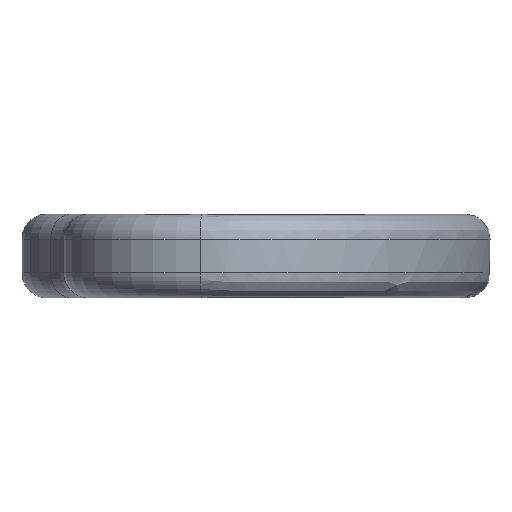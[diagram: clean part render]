
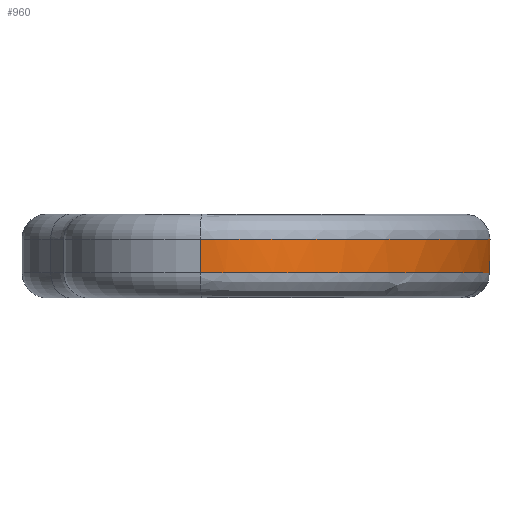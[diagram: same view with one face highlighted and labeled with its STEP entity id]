
A CAD part, left-side view. The second image highlights one B-rep face of the part: STEP entity #960.
In plain terms, the highlighted free-form (B-spline) face has degree [3, 1] with [11, 2] control points.
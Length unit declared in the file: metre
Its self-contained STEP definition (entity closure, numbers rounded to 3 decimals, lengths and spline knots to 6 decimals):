
#58=B_SPLINE_CURVE_WITH_KNOTS('',3,(#1667,#1668,#1669,#1670,#1671,#1672,
#1673,#1674,#1675,#1676,#1677,#1678,#1679,#1680,#1681,#1682,#1683,#1684,
#1685,#1686,#1687,#1688,#1689,#1690,#1691,#1692,#1693),.UNSPECIFIED.,.F.,
 .F.,(4,1,1,1,1,1,1,1,1,1,1,1,1,1,1,1,1,1,1,1,1,1,1,1,4),(0.,0.004222,
0.008445,0.012667,0.01689,0.021112,
0.025334,0.029557,0.033779,0.042224,
0.046446,0.050669,0.067558,0.076003,
0.084448,0.092893,0.101338,0.10556,
0.109783,0.114005,0.118227,0.12245,
0.126672,0.130895,0.135117),.UNSPECIFIED.);
#59=B_SPLINE_CURVE_WITH_KNOTS('',3,(#1697,#1698,#1699,#1700,#1701,#1702,
#1703,#1704,#1705,#1706,#1707,#1708,#1709,#1710,#1711,#1712,#1713,#1714,
#1715,#1716,#1717,#1718,#1719,#1720,#1721,#1722,#1723),.UNSPECIFIED.,.F.,
 .F.,(4,1,1,1,1,1,1,1,1,1,1,1,1,1,1,1,1,1,1,1,1,1,1,1,4),(0.,0.004222,
0.008445,0.012667,0.01689,0.021112,
0.025334,0.029557,0.033779,0.042224,
0.046446,0.050669,0.067558,0.076003,
0.084448,0.092893,0.101338,0.10556,
0.109783,0.114005,0.118227,0.12245,0.126672,
0.130895,0.135117),.UNSPECIFIED.);
#74=B_SPLINE_SURFACE_WITH_KNOTS('',3,1,((#1645,#1646),(#1647,#1648),(#1649,
#1650),(#1651,#1652),(#1653,#1654),(#1655,#1656),(#1657,#1658),(#1659,#1660),
(#1661,#1662),(#1663,#1664),(#1665,#1666)),.SURF_OF_LINEAR_EXTRUSION.,.F.,
 .F.,.F.,(4,1,1,1,1,1,1,1,4),(2,2),(3.141593,3.534292,3.926991,
4.31969,4.712389,5.105088,5.497787,5.890486,
6.283185),(0.,1.),.UNSPECIFIED.);
#222=ORIENTED_EDGE('',*,*,#513,.T.);
#223=ORIENTED_EDGE('',*,*,#515,.T.);
#224=ORIENTED_EDGE('',*,*,#516,.F.);
#225=ORIENTED_EDGE('',*,*,#517,.T.);
#513=EDGE_CURVE('',#659,#658,#736,.T.);
#515=EDGE_CURVE('',#658,#660,#58,.T.);
#516=EDGE_CURVE('',#661,#660,#737,.T.);
#517=EDGE_CURVE('',#661,#659,#59,.T.);
#658=VERTEX_POINT('',#1641);
#659=VERTEX_POINT('',#1643);
#660=VERTEX_POINT('',#1694);
#661=VERTEX_POINT('',#1696);
#736=LINE('',#1642,#754);
#737=LINE('',#1695,#755);
#754=VECTOR('',#1269,1.);
#755=VECTOR('',#1272,1.);
#768=EDGE_LOOP('',(#222,#223,#224,#225));
#854=FACE_BOUND('',#768,.T.);
#960=ADVANCED_FACE('',(#854),#74,.F.);
#1269=DIRECTION('',(0.,0.,-1.));
#1272=DIRECTION('',(0.,0.,-1.));
#1641=CARTESIAN_POINT('',(-0.057458,0.011212,0.003));
#1642=CARTESIAN_POINT('',(-0.057458,0.011212,0.01));
#1643=CARTESIAN_POINT('',(-0.057458,0.011212,0.007));
#1645=CARTESIAN_POINT('',(-0.057458,0.011212,0.007));
#1646=CARTESIAN_POINT('',(-0.057458,0.011212,0.003));
#1647=CARTESIAN_POINT('',(-0.057737,0.007198,0.007));
#1648=CARTESIAN_POINT('',(-0.057737,0.007198,0.003));
#1649=CARTESIAN_POINT('',(-0.055511,-0.001023,0.007));
#1650=CARTESIAN_POINT('',(-0.055511,-0.001023,0.003));
#1651=CARTESIAN_POINT('',(-0.04433,-0.012058,0.007));
#1652=CARTESIAN_POINT('',(-0.04433,-0.012058,0.003));
#1653=CARTESIAN_POINT('',(-0.027009,-0.020116,0.007));
#1654=CARTESIAN_POINT('',(-0.027009,-0.020116,0.003));
#1655=CARTESIAN_POINT('',(-0.006185,-0.023969,0.007));
#1656=CARTESIAN_POINT('',(-0.006185,-0.023969,0.003));
#1657=CARTESIAN_POINT('',(0.014971,-0.023031,0.007));
#1658=CARTESIAN_POINT('',(0.014971,-0.023031,0.003));
#1659=CARTESIAN_POINT('',(0.033239,-0.017445,0.007));
#1660=CARTESIAN_POINT('',(0.033239,-0.017445,0.003));
#1661=CARTESIAN_POINT('',(0.045838,-0.008061,0.007));
#1662=CARTESIAN_POINT('',(0.045838,-0.008061,0.003));
#1663=CARTESIAN_POINT('',(0.049179,-0.000227,0.007));
#1664=CARTESIAN_POINT('',(0.049179,-0.000227,0.003));
#1665=CARTESIAN_POINT('',(0.049458,0.003788,0.007));
#1666=CARTESIAN_POINT('',(0.049458,0.003788,0.003));
#1667=CARTESIAN_POINT('',(-0.057458,0.011212,0.003));
#1668=CARTESIAN_POINT('',(-0.057557,0.009785,0.003));
#1669=CARTESIAN_POINT('',(-0.05741,0.006974,0.003));
#1670=CARTESIAN_POINT('',(-0.056216,0.002837,0.003));
#1671=CARTESIAN_POINT('',(-0.054273,-0.000911,0.003));
#1672=CARTESIAN_POINT('',(-0.051718,-0.00435,0.003));
#1673=CARTESIAN_POINT('',(-0.048789,-0.007362,0.003));
#1674=CARTESIAN_POINT('',(-0.045515,-0.010075,0.003));
#1675=CARTESIAN_POINT('',(-0.042018,-0.012463,0.003));
#1676=CARTESIAN_POINT('',(-0.037164,-0.015246,0.003));
#1677=CARTESIAN_POINT('',(-0.032034,-0.017525,0.003));
#1678=CARTESIAN_POINT('',(-0.02669,-0.019371,0.003));
#1679=CARTESIAN_POINT('',(-0.018617,-0.021686,0.003));
#1680=CARTESIAN_POINT('',(-0.009,-0.023221,0.003));
#1681=CARTESIAN_POINT('',(0.002298,-0.023503,0.003));
#1682=CARTESIAN_POINT('',(0.010644,-0.022936,0.003));
#1683=CARTESIAN_POINT('',(0.018859,-0.021563,0.003));
#1684=CARTESIAN_POINT('',(0.025583,-0.019655,0.003));
#1685=CARTESIAN_POINT('',(0.030861,-0.017542,0.003));
#1686=CARTESIAN_POINT('',(0.03465,-0.015664,0.003));
#1687=CARTESIAN_POINT('',(0.038286,-0.013425,0.003));
#1688=CARTESIAN_POINT('',(0.041615,-0.010836,0.003));
#1689=CARTESIAN_POINT('',(0.044599,-0.007814,0.003));
#1690=CARTESIAN_POINT('',(0.047069,-0.00434,0.003));
#1691=CARTESIAN_POINT('',(0.04882,-0.000417,0.003));
#1692=CARTESIAN_POINT('',(0.049359,0.002361,0.003));
#1693=CARTESIAN_POINT('',(0.049458,0.003788,0.003));
#1694=CARTESIAN_POINT('',(0.049458,0.003788,0.003));
#1695=CARTESIAN_POINT('',(0.049458,0.003788,0.01));
#1696=CARTESIAN_POINT('',(0.049458,0.003788,0.007));
#1697=CARTESIAN_POINT('',(0.049458,0.003788,0.007));
#1698=CARTESIAN_POINT('',(0.049359,0.002361,0.007));
#1699=CARTESIAN_POINT('',(0.048825,-0.000403,0.007));
#1700=CARTESIAN_POINT('',(0.04707,-0.004336,0.007));
#1701=CARTESIAN_POINT('',(0.044628,-0.00778,0.007));
#1702=CARTESIAN_POINT('',(0.041622,-0.010832,0.007));
#1703=CARTESIAN_POINT('',(0.038305,-0.01341,0.007));
#1704=CARTESIAN_POINT('',(0.034687,-0.015644,0.007));
#1705=CARTESIAN_POINT('',(0.030894,-0.017526,0.007));
#1706=CARTESIAN_POINT('',(0.025701,-0.019612,0.007));
#1707=CARTESIAN_POINT('',(0.020306,-0.02116,0.007));
#1708=CARTESIAN_POINT('',(0.014758,-0.02225,0.007));
#1709=CARTESIAN_POINT('',(0.006443,-0.023426,0.007));
#1710=CARTESIAN_POINT('',(-0.003294,-0.023618,0.007));
#1711=CARTESIAN_POINT('',(-0.014523,-0.022335,0.007));
#1712=CARTESIAN_POINT('',(-0.02271,-0.020619,0.007));
#1713=CARTESIAN_POINT('',(-0.030656,-0.018124,0.007));
#1714=CARTESIAN_POINT('',(-0.037052,-0.015305,0.007));
#1715=CARTESIAN_POINT('',(-0.041988,-0.012483,0.007));
#1716=CARTESIAN_POINT('',(-0.045481,-0.0101,0.007));
#1717=CARTESIAN_POINT('',(-0.048773,-0.007379,0.007));
#1718=CARTESIAN_POINT('',(-0.051711,-0.004355,0.007));
#1719=CARTESIAN_POINT('',(-0.054249,-0.00095,0.007));
#1720=CARTESIAN_POINT('',(-0.056216,0.002833,0.007));
#1721=CARTESIAN_POINT('',(-0.057407,0.00696,0.007));
#1722=CARTESIAN_POINT('',(-0.057557,0.009786,0.007));
#1723=CARTESIAN_POINT('',(-0.057458,0.011212,0.007));
